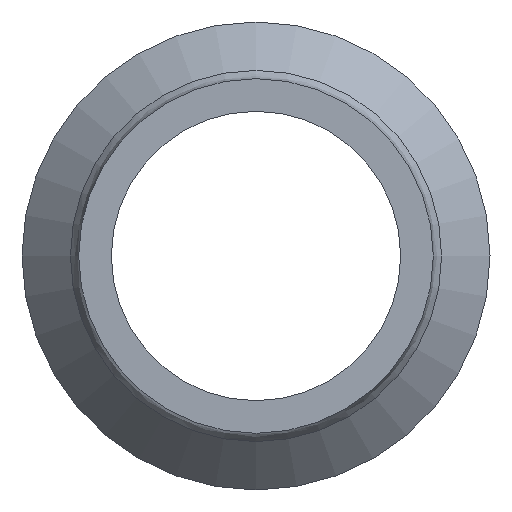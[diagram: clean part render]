
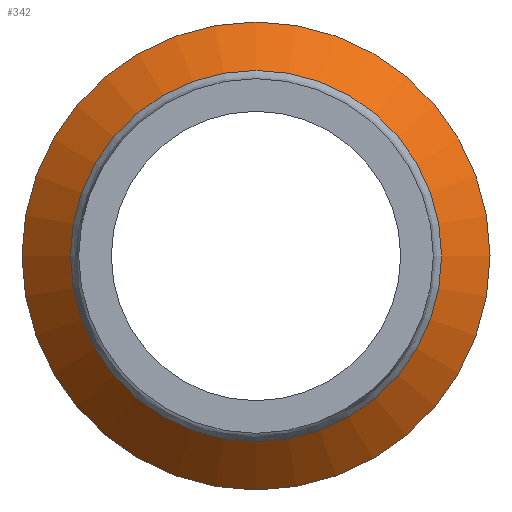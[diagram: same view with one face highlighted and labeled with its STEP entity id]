
A CAD part, left-side view. The second image highlights one B-rep face of the part: STEP entity #342.
In plain terms, the highlighted conical face has half-angle 45 degrees and reference radius 16.5 mm.
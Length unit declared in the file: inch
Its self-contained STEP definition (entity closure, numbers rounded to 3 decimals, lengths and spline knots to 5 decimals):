
#1 = DIRECTION ( 'NONE',  ( 0., 1., 0. ) ) ;
#38 = FACE_BOUND ( 'NONE', #228, .T. ) ;
#45 = ORIENTED_EDGE ( 'NONE', *, *, #161, .T. ) ;
#48 = CARTESIAN_POINT ( 'NONE',  ( 0.84308, 0., 0.51519 ) ) ;
#51 = CARTESIAN_POINT ( 'NONE',  ( 0.9775, 0., 0. ) ) ;
#102 = FACE_OUTER_BOUND ( 'NONE', #319, .T. ) ;
#161 = EDGE_CURVE ( 'NONE', #221, #221, #183, .T. ) ;
#163 = ORIENTED_EDGE ( 'NONE', *, *, #380, .T. ) ;
#183 = CIRCLE ( 'NONE', #290, 0.51519 ) ;
#191 = CARTESIAN_POINT ( 'NONE',  ( 0.84308, 0., 0. ) ) ;
#193 = DIRECTION ( 'NONE',  ( 0., 0., 1. ) ) ;
#195 = VERTEX_POINT ( 'NONE', #389 ) ;
#197 = CIRCLE ( 'NONE', #205, 0.64961 ) ;
#205 = AXIS2_PLACEMENT_3D ( 'NONE', #300, #405, #1 ) ;
#220 = DIRECTION ( 'NONE',  ( 0., 0., -1. ) ) ;
#221 = VERTEX_POINT ( 'NONE', #48 ) ;
#228 = EDGE_LOOP ( 'NONE', ( #45 ) ) ;
#290 = AXIS2_PLACEMENT_3D ( 'NONE', #191, #352, #193 ) ;
#300 = CARTESIAN_POINT ( 'NONE',  ( 0.9775, 0., 0. ) ) ;
#319 = EDGE_LOOP ( 'NONE', ( #163 ) ) ;
#330 = DIRECTION ( 'NONE',  ( 1., 0., 0. ) ) ;
#342 = ADVANCED_FACE ( 'NONE', ( #38, #102 ), #362, .T. ) ;
#352 = DIRECTION ( 'NONE',  ( 1., 0., 0. ) ) ;
#362 = CONICAL_SURFACE ( 'NONE', #377, 0.64961, 0.785 ) ;
#377 = AXIS2_PLACEMENT_3D ( 'NONE', #51, #330, #220 ) ;
#380 = EDGE_CURVE ( 'NONE', #195, #195, #197, .T. ) ;
#389 = CARTESIAN_POINT ( 'NONE',  ( 0.9775, 0.64961, 0. ) ) ;
#405 = DIRECTION ( 'NONE',  ( -1., 0., 0. ) ) ;
